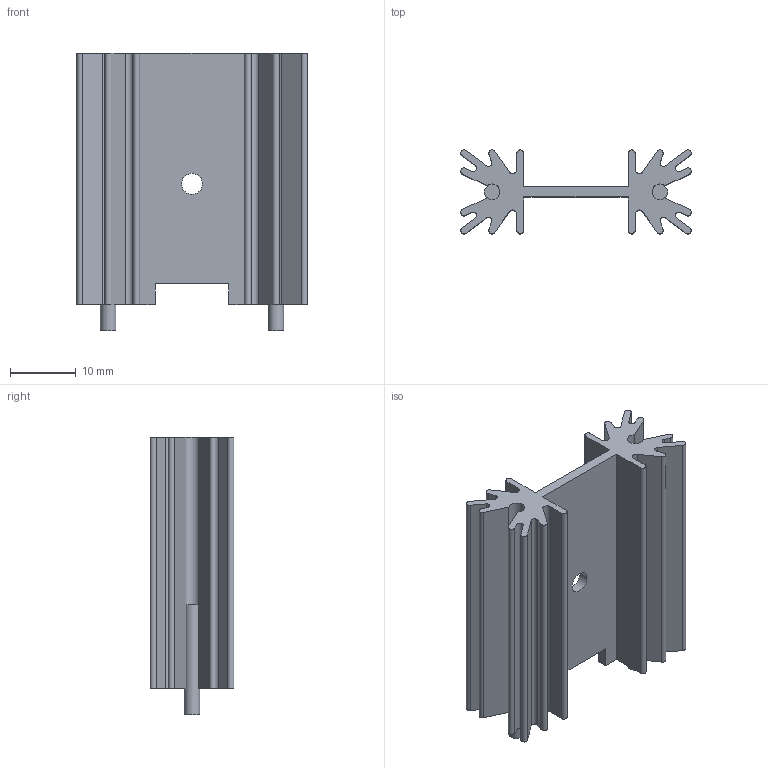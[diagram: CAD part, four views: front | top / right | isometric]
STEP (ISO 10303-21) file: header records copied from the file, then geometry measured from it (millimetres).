
FILE_DESCRIPTION(/* description */ (''),/* implementation_level */ '2;1');
FILE_NAME(/* name */ 'Heatsink_Fischer_SK104-STC-STIC_35x13mm_2xDrill2.5mm.step',/* time_stamp */ '2023-09-21T12:31:35+01:00',/* author */ (''),/* organization */ (''),/* preprocessor_version */ 'ST-DEVELOPER v20',/* originating_system */ 'Autodesk Translation Framework v12.9.0.99',/* authorisation */ '');
FILE_SCHEMA (('AUTOMOTIVE_DESIGN { 1 0 10303 214 3 1 1 }'));
Length unit declared in the file: millimetre
Products named in the file (1): (Unsaved)
Bounding box: 34.92 x 12.7 x 42.06 mm (x, y, z)
Volume: 6286.7 mm3; surface area: 7420.2 mm2
Topology: 3 solids, 3 shells, 77 faces, 213 edges, 142 vertices
Faces by surface type: plane 44, cylinder 33
Full cylindrical faces by diameter (mm): 2.362 x2, 3.18 x1
Entity records: 2522 total; most frequent: DIRECTION 435, CARTESIAN_POINT 433, ORIENTED_EDGE 426, EDGE_CURVE 213, LINE 147, VECTOR 147, AXIS2_PLACEMENT_3D 144, VERTEX_POINT 142
